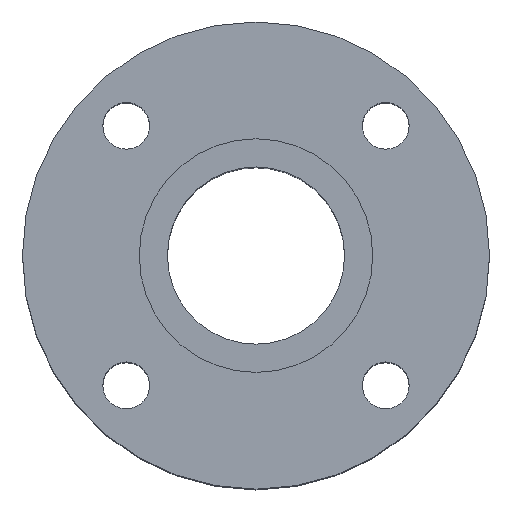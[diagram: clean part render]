
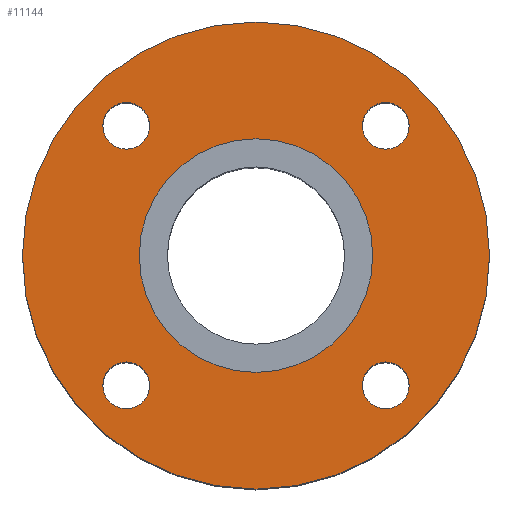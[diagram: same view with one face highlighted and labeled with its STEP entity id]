
A CAD part, top view. The second image highlights one B-rep face of the part: STEP entity #11144.
In plain terms, the highlighted planar face has unit normal (0, 0, 1).
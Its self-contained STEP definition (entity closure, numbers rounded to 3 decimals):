
#435 = DIRECTION ( 'NONE',  ( 1., 0., 0. ) ) ;
#785 = AXIS2_PLACEMENT_3D ( 'NONE', #7778, #24999, #22841 ) ;
#872 = DIRECTION ( 'NONE',  ( 0., 1., 0. ) ) ;
#1044 = FACE_OUTER_BOUND ( 'NONE', #24941, .T. ) ;
#1587 = AXIS2_PLACEMENT_3D ( 'NONE', #9695, #19079, #27855 ) ;
#1659 = CIRCLE ( 'NONE', #4599, 7. ) ;
#1661 = FACE_BOUND ( 'NONE', #19978, .T. ) ;
#1662 = CIRCLE ( 'NONE', #7549, 7. ) ;
#1695 = EDGE_CURVE ( 'NONE', #13428, #9638, #6369, .T. ) ;
#1803 = ORIENTED_EDGE ( 'NONE', *, *, #13869, .F. ) ;
#2626 = ORIENTED_EDGE ( 'NONE', *, *, #1695, .F. ) ;
#2750 = DIRECTION ( 'NONE',  ( 0., 0., 1. ) ) ;
#3049 = CIRCLE ( 'NONE', #1587, 35. ) ;
#3165 = CIRCLE ( 'NONE', #10521, 7. ) ;
#3356 = FACE_BOUND ( 'NONE', #20326, .T. ) ;
#3414 = DIRECTION ( 'NONE',  ( 0., 0., 1. ) ) ;
#4084 = ORIENTED_EDGE ( 'NONE', *, *, #20982, .F. ) ;
#4575 = VERTEX_POINT ( 'NONE', #8106 ) ;
#4599 = AXIS2_PLACEMENT_3D ( 'NONE', #29394, #3414, #10318 ) ;
#5129 = DIRECTION ( 'NONE',  ( 0., 0., 1. ) ) ;
#5136 = EDGE_CURVE ( 'NONE', #17570, #17491, #1662, .T. ) ;
#5513 = ORIENTED_EDGE ( 'NONE', *, *, #18185, .F. ) ;
#5515 = DIRECTION ( 'NONE',  ( 0., 0., 1. ) ) ;
#5676 = AXIS2_PLACEMENT_3D ( 'NONE', #14571, #2750, #435 ) ;
#6190 = CIRCLE ( 'NONE', #5676, 70. ) ;
#6369 = CIRCLE ( 'NONE', #28462, 7. ) ;
#6655 = EDGE_CURVE ( 'NONE', #27545, #4575, #18106, .T. ) ;
#7085 = CARTESIAN_POINT ( 'NONE',  ( -35., 0., -0.8 ) ) ;
#7549 = AXIS2_PLACEMENT_3D ( 'NONE', #17335, #5515, #23816 ) ;
#7714 = CARTESIAN_POINT ( 'NONE',  ( 35., 0., -0.8 ) ) ;
#7778 = CARTESIAN_POINT ( 'NONE',  ( 38.891, -38.891, -0.8 ) ) ;
#8106 = CARTESIAN_POINT ( 'NONE',  ( -31.891, -38.891, -0.8 ) ) ;
#8107 = PLANE ( 'NONE',  #24261 ) ;
#8535 = VERTEX_POINT ( 'NONE', #27159 ) ;
#8746 = DIRECTION ( 'NONE',  ( -1., 0., 0. ) ) ;
#9296 = EDGE_LOOP ( 'NONE', ( #12290, #16187 ) ) ;
#9638 = VERTEX_POINT ( 'NONE', #10068 ) ;
#9695 = CARTESIAN_POINT ( 'NONE',  ( 0., 0., -0.8 ) ) ;
#10026 = CARTESIAN_POINT ( 'NONE',  ( 0., 0., -0.8 ) ) ;
#10068 = CARTESIAN_POINT ( 'NONE',  ( -45.891, 38.891, -0.8 ) ) ;
#10318 = DIRECTION ( 'NONE',  ( 0., 1., 0. ) ) ;
#10404 = CARTESIAN_POINT ( 'NONE',  ( 0., 35., -0.8 ) ) ;
#10521 = AXIS2_PLACEMENT_3D ( 'NONE', #21049, #16290, #8746 ) ;
#10568 = CARTESIAN_POINT ( 'NONE',  ( 0., 0., -0.8 ) ) ;
#10723 = AXIS2_PLACEMENT_3D ( 'NONE', #13967, #11650, #25804 ) ;
#11144 = ADVANCED_FACE ( 'NONE', ( #19954, #3356, #1661, #22096, #19797, #1044 ), #8107, .F. ) ;
#11312 = ORIENTED_EDGE ( 'NONE', *, *, #27920, .F. ) ;
#11650 = DIRECTION ( 'NONE',  ( 0., 0., 1. ) ) ;
#12178 = EDGE_LOOP ( 'NONE', ( #11312, #5513 ) ) ;
#12290 = ORIENTED_EDGE ( 'NONE', *, *, #27013, .F. ) ;
#12362 = CIRCLE ( 'NONE', #28568, 7. ) ;
#12475 = AXIS2_PLACEMENT_3D ( 'NONE', #10026, #5129, #21862 ) ;
#13004 = AXIS2_PLACEMENT_3D ( 'NONE', #14375, #23743, #25600 ) ;
#13428 = VERTEX_POINT ( 'NONE', #19747 ) ;
#13789 = EDGE_CURVE ( 'NONE', #18434, #8535, #21806, .T. ) ;
#13869 = EDGE_CURVE ( 'NONE', #4575, #27545, #3165, .T. ) ;
#13967 = CARTESIAN_POINT ( 'NONE',  ( -38.891, -38.891, -0.8 ) ) ;
#14086 = ORIENTED_EDGE ( 'NONE', *, *, #6655, .F. ) ;
#14375 = CARTESIAN_POINT ( 'NONE',  ( 38.891, 38.891, -0.8 ) ) ;
#14401 = VERTEX_POINT ( 'NONE', #21430 ) ;
#14571 = CARTESIAN_POINT ( 'NONE',  ( 0., 0., -0.8 ) ) ;
#14855 = CARTESIAN_POINT ( 'NONE',  ( -38.891, 38.891, -0.8 ) ) ;
#15178 = EDGE_CURVE ( 'NONE', #9638, #13428, #1659, .T. ) ;
#15267 = VERTEX_POINT ( 'NONE', #7714 ) ;
#16187 = ORIENTED_EDGE ( 'NONE', *, *, #20734, .F. ) ;
#16280 = CARTESIAN_POINT ( 'NONE',  ( 38.891, -38.891, -0.8 ) ) ;
#16290 = DIRECTION ( 'NONE',  ( 0., 0., 1. ) ) ;
#17335 = CARTESIAN_POINT ( 'NONE',  ( 38.891, 38.891, -0.8 ) ) ;
#17486 = DIRECTION ( 'NONE',  ( -1., 0., 0. ) ) ;
#17491 = VERTEX_POINT ( 'NONE', #19698 ) ;
#17570 = VERTEX_POINT ( 'NONE', #23219 ) ;
#17580 = ORIENTED_EDGE ( 'NONE', *, *, #13789, .T. ) ;
#18106 = CIRCLE ( 'NONE', #10723, 7. ) ;
#18185 = EDGE_CURVE ( 'NONE', #14401, #19777, #26312, .T. ) ;
#18434 = VERTEX_POINT ( 'NONE', #23982 ) ;
#18571 = CARTESIAN_POINT ( 'NONE',  ( 45.891, -38.891, -0.8 ) ) ;
#18724 = EDGE_CURVE ( 'NONE', #8535, #18434, #6190, .T. ) ;
#19079 = DIRECTION ( 'NONE',  ( 0., 0., 1. ) ) ;
#19698 = CARTESIAN_POINT ( 'NONE',  ( 45.891, 38.891, -0.8 ) ) ;
#19747 = CARTESIAN_POINT ( 'NONE',  ( -31.891, 38.891, -0.8 ) ) ;
#19777 = VERTEX_POINT ( 'NONE', #18571 ) ;
#19797 = FACE_BOUND ( 'NONE', #9296, .T. ) ;
#19954 = FACE_BOUND ( 'NONE', #12178, .T. ) ;
#19978 = EDGE_LOOP ( 'NONE', ( #2626, #21578 ) ) ;
#20326 = EDGE_LOOP ( 'NONE', ( #1803, #14086 ) ) ;
#20734 = EDGE_CURVE ( 'NONE', #22521, #15267, #29719, .T. ) ;
#20982 = EDGE_CURVE ( 'NONE', #17491, #17570, #26270, .T. ) ;
#21049 = CARTESIAN_POINT ( 'NONE',  ( -38.891, -38.891, -0.8 ) ) ;
#21430 = CARTESIAN_POINT ( 'NONE',  ( 31.891, -38.891, -0.8 ) ) ;
#21578 = ORIENTED_EDGE ( 'NONE', *, *, #15178, .F. ) ;
#21806 = CIRCLE ( 'NONE', #12475, 70. ) ;
#21862 = DIRECTION ( 'NONE',  ( 1., 0., 0. ) ) ;
#22063 = ORIENTED_EDGE ( 'NONE', *, *, #5136, .F. ) ;
#22096 = FACE_BOUND ( 'NONE', #24737, .T. ) ;
#22521 = VERTEX_POINT ( 'NONE', #7085 ) ;
#22841 = DIRECTION ( 'NONE',  ( 0., -1., 0. ) ) ;
#23219 = CARTESIAN_POINT ( 'NONE',  ( 31.891, 38.891, -0.8 ) ) ;
#23638 = DIRECTION ( 'NONE',  ( 0., -1., 0. ) ) ;
#23743 = DIRECTION ( 'NONE',  ( 0., 0., 1. ) ) ;
#23791 = DIRECTION ( 'NONE',  ( 0., 0., 1. ) ) ;
#23801 = AXIS2_PLACEMENT_3D ( 'NONE', #10568, #29648, #27029 ) ;
#23816 = DIRECTION ( 'NONE',  ( 1., 0., 0. ) ) ;
#23982 = CARTESIAN_POINT ( 'NONE',  ( 70., 0., -0.8 ) ) ;
#24261 = AXIS2_PLACEMENT_3D ( 'NONE', #10404, #29172, #17486 ) ;
#24737 = EDGE_LOOP ( 'NONE', ( #4084, #22063 ) ) ;
#24941 = EDGE_LOOP ( 'NONE', ( #17580, #27985 ) ) ;
#24999 = DIRECTION ( 'NONE',  ( 0., 0., 1. ) ) ;
#25600 = DIRECTION ( 'NONE',  ( 1., 0., 0. ) ) ;
#25804 = DIRECTION ( 'NONE',  ( -1., 0., 0. ) ) ;
#26270 = CIRCLE ( 'NONE', #13004, 7. ) ;
#26312 = CIRCLE ( 'NONE', #785, 7. ) ;
#26530 = DIRECTION ( 'NONE',  ( 0., 0., 1. ) ) ;
#27013 = EDGE_CURVE ( 'NONE', #15267, #22521, #3049, .T. ) ;
#27029 = DIRECTION ( 'NONE',  ( 1., 0., 0. ) ) ;
#27159 = CARTESIAN_POINT ( 'NONE',  ( -70., 0., -0.8 ) ) ;
#27545 = VERTEX_POINT ( 'NONE', #28492 ) ;
#27855 = DIRECTION ( 'NONE',  ( 1., 0., 0. ) ) ;
#27920 = EDGE_CURVE ( 'NONE', #19777, #14401, #12362, .T. ) ;
#27985 = ORIENTED_EDGE ( 'NONE', *, *, #18724, .T. ) ;
#28462 = AXIS2_PLACEMENT_3D ( 'NONE', #14855, #26530, #872 ) ;
#28492 = CARTESIAN_POINT ( 'NONE',  ( -45.891, -38.891, -0.8 ) ) ;
#28568 = AXIS2_PLACEMENT_3D ( 'NONE', #16280, #23791, #23638 ) ;
#29172 = DIRECTION ( 'NONE',  ( 0., 0., -1. ) ) ;
#29394 = CARTESIAN_POINT ( 'NONE',  ( -38.891, 38.891, -0.8 ) ) ;
#29648 = DIRECTION ( 'NONE',  ( 0., 0., 1. ) ) ;
#29719 = CIRCLE ( 'NONE', #23801, 35. ) ;
